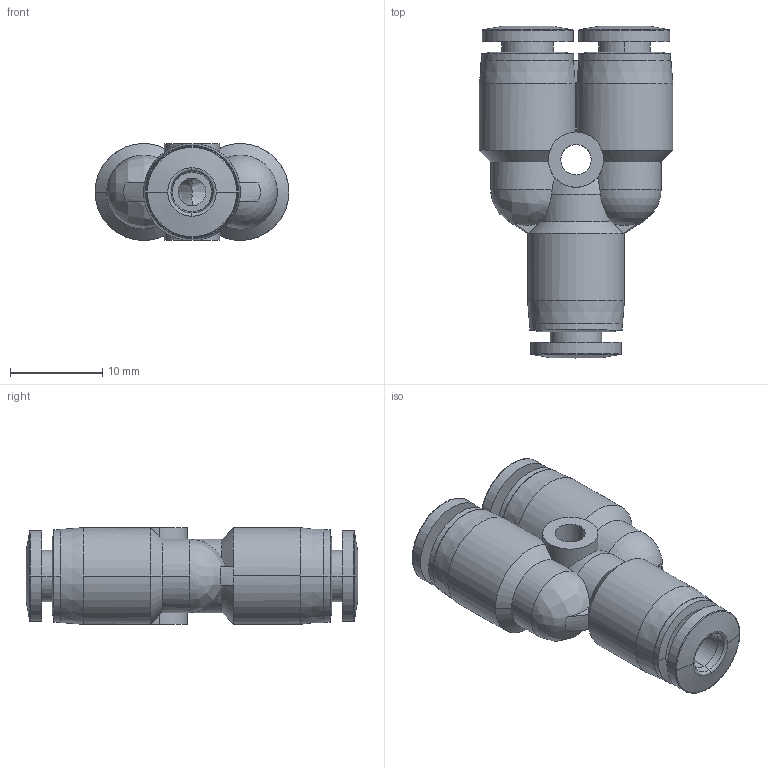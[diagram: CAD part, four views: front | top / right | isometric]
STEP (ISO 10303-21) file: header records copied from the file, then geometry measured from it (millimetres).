
FILE_DESCRIPTION (( 'STEP AP214' ), '1' );
FILE_NAME ('UY532.step', '2016-02-24T20:50:52', ( '' ), ( '' ), 'SwSTEP 2.0', 'SolidWorks 2015', '' );
FILE_SCHEMA (( 'AUTOMOTIVE_DESIGN' ));
Length unit declared in the file: inch
Products named in the file (1): UY532
Bounding box: 21 x 36 x 10.5 mm (x, y, z)
Volume: 3455.1 mm3; surface area: 3049 mm2
Topology: 1 solids, 1 shells, 109 faces, 268 edges, 168 vertices
Faces by surface type: cylinder 40, cone 28, plane 19, bspline 17, torus 4, sphere 1
Entity records: 5456 total; most frequent: CARTESIAN_POINT 1485, ORIENTED_EDGE 534, DIRECTION 528, EDGE_CURVE 267, AXIS2_PLACEMENT_3D 231, VERTEX_POINT 168, CIRCLE 138, EDGE_LOOP 123
